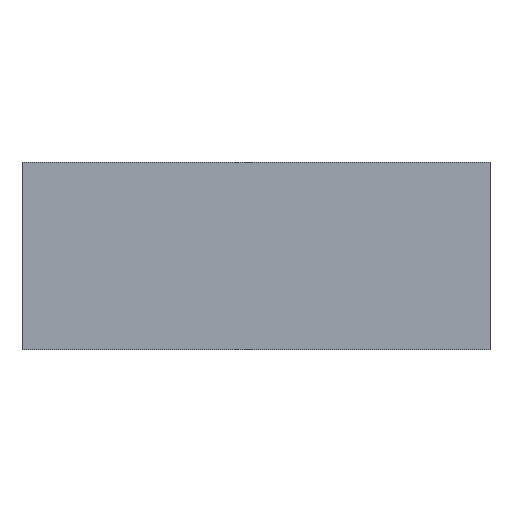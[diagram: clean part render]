
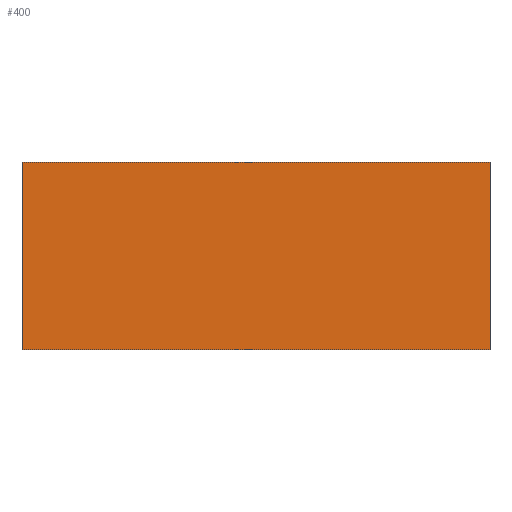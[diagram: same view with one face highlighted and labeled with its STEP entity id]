
A CAD part, top view. The second image highlights one B-rep face of the part: STEP entity #400.
In plain terms, the highlighted planar face has unit normal (0, 0, 1).
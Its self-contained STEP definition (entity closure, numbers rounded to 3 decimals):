
#44=FACE_OUTER_BOUND('',#62,.T.);
#62=EDGE_LOOP('',(#358,#359,#360,#361));
#96=LINE('',#1043,#138);
#99=LINE('',#1049,#141);
#103=LINE('',#1056,#145);
#105=LINE('',#1059,#147);
#138=VECTOR('',#517,10.);
#141=VECTOR('',#522,10.);
#145=VECTOR('',#528,10.);
#147=VECTOR('',#532,10.);
#222=VERTEX_POINT('',#1040);
#223=VERTEX_POINT('',#1042);
#225=VERTEX_POINT('',#1048);
#227=VERTEX_POINT('',#1054);
#281=EDGE_CURVE('',#223,#222,#96,.T.);
#284=EDGE_CURVE('',#225,#223,#99,.T.);
#288=EDGE_CURVE('',#222,#227,#103,.T.);
#290=EDGE_CURVE('',#227,#225,#105,.T.);
#358=ORIENTED_EDGE('',*,*,#290,.T.);
#359=ORIENTED_EDGE('',*,*,#284,.T.);
#360=ORIENTED_EDGE('',*,*,#281,.T.);
#361=ORIENTED_EDGE('',*,*,#288,.T.);
#382=PLANE('',#455);
#400=ADVANCED_FACE('',(#44),#382,.T.);
#455=AXIS2_PLACEMENT_3D('',#1060,#533,#534);
#517=DIRECTION('',(1.,0.,0.));
#522=DIRECTION('',(0.,-1.,0.));
#528=DIRECTION('',(0.,1.,0.));
#532=DIRECTION('',(-1.,0.,0.));
#533=DIRECTION('center_axis',(0.,0.,1.));
#534=DIRECTION('ref_axis',(1.,0.,0.));
#1040=CARTESIAN_POINT('',(1000.,-250.,0.1));
#1042=CARTESIAN_POINT('',(-250.,-250.,0.1));
#1043=CARTESIAN_POINT('',(-250.,-250.,0.1));
#1048=CARTESIAN_POINT('',(-250.,250.,0.1));
#1049=CARTESIAN_POINT('',(-250.,250.,0.1));
#1054=CARTESIAN_POINT('',(1000.,250.,0.1));
#1056=CARTESIAN_POINT('',(1000.,-250.,0.1));
#1059=CARTESIAN_POINT('',(1000.,250.,0.1));
#1060=CARTESIAN_POINT('Origin',(592.416,133.692,0.1));
